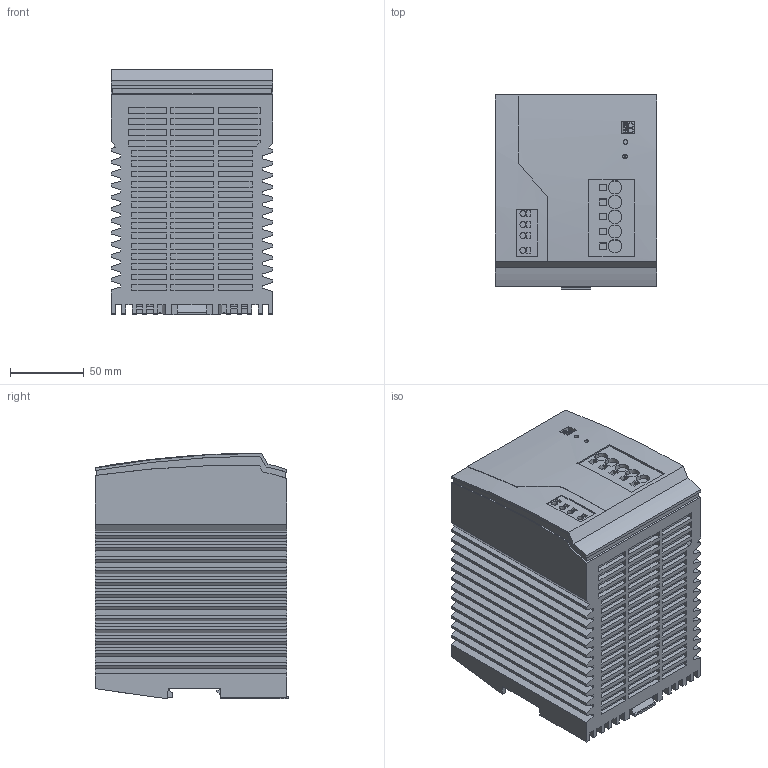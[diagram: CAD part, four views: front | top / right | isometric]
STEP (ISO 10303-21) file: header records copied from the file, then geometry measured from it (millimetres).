
FILE_DESCRIPTION(('Creo Elements/Direct Modeling STEP Export'),'2;1');
FILE_NAME('model.stp','2018-05-29T12:01:01',(''),(''),'Creo Elements/Direct Modeling STEP processor for AP214 (Solid Model)','Creo Elements/Direct Modeling 18.1I 14-Aug-2016 (C) Parametric Technology GmbH','');
FILE_SCHEMA(('AUTOMOTIVE_DESIGN { 1 0 10303 214 1 1 1 1 }'));
Length unit declared in the file: millimetre
Products named in the file (2): TRIO_PS_2G_3AC_24DC_40-select
Assembly tree (1 placements, depth 2):
  TRIO_PS_2G_3AC_24DC_40-select
    TRIO_PS_2G_3AC_24DC_40-select
Bounding box: 110 x 131.55 x 166.91 mm (x, y, z)
Volume: 2137073.6 mm3; surface area: 167838.1 mm2
Topology: 1 solids, 1 shells, 1003 faces, 2567 edges, 1699 vertices
Faces by surface type: plane 952, cylinder 39, extrusion 12
Entity records: 37695 total; most frequent: CARTESIAN_POINT 5692, ORIENTED_EDGE 5134, DIRECTION 4423, EDGE_CURVE 2567, VECTOR 2405, LINE 2393, VERTEX_POINT 1699, EDGE_LOOP 1136
